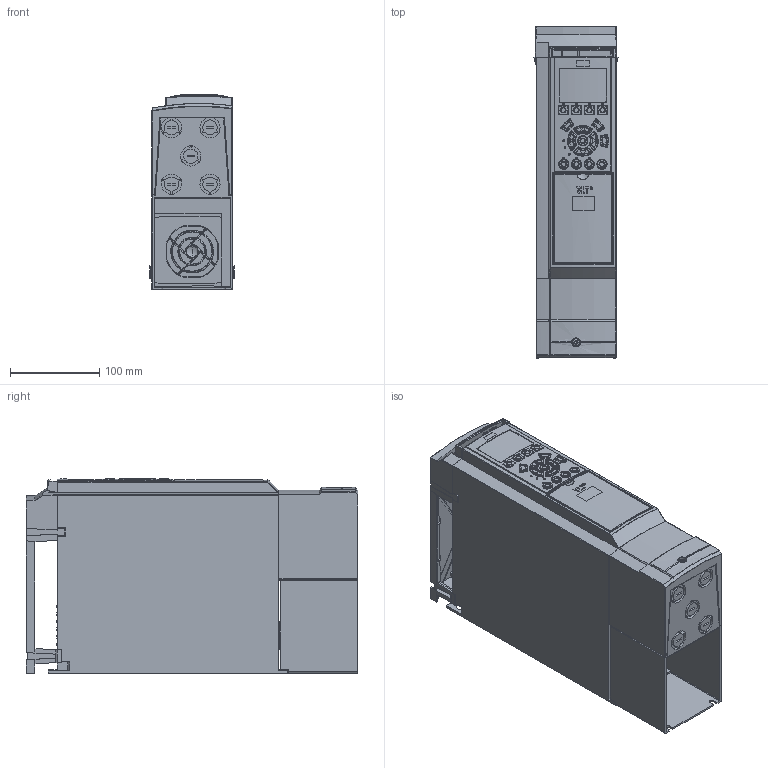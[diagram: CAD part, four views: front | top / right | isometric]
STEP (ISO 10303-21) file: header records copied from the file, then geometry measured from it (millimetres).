
FILE_DESCRIPTION((''),'2;1');
FILE_NAME('MCAD_FC_A2_IP21_B_TEST_ASM','2019-09-06T',('U322080'),(''),'CREO PARAMETRIC BY PTC INC, 2018070','CREO PARAMETRIC BY PTC INC, 2018070','');
FILE_SCHEMA(('CONFIG_CONTROL_DESIGN'));
Products named in the file (6): DANFOSS-FC200-A2-IP21-B-084___4; DANFOSS-FC200-A2-IP21-B-084_AF4; DANFOSS-FC200-A2-IP21-B-084___5; DANFOSS-FC200-A2-IP21-B-084_AF3_ASM; ASM0003_ASM_1_ASM; MCAD_FC_A2_IP21_B_TEST_ASM
Assembly tree (5 placements, depth 4):
  MCAD_FC_A2_IP21_B_TEST_ASM
    ASM0003_ASM_1_ASM
      DANFOSS-FC200-A2-IP21-B-084_AF3_ASM
        DANFOSS-FC200-A2-IP21-B-084___4
        DANFOSS-FC200-A2-IP21-B-084_AF4
        DANFOSS-FC200-A2-IP21-B-084___5
Bounding box: 94.22 x 372 x 219.02 mm (x, y, z)
Surface area: 444890.4 mm2 (no closed solid volume)
Topology: 0 solids, 19 shells, 2579 faces, 6983 edges, 4459 vertices
Faces by surface type: plane 1239, cylinder 560, bspline 554, torus 121, cone 46, sphere 35, extrusion 24
Entity records: 136011 total; most frequent: CARTESIAN_POINT 50971, ORIENTED_EDGE 13918, DIRECTION 9743, PRESENTATION_STYLE_ASSIGNMENT 7159, EDGE_CURVE 6959, STYLED_ITEM 6465, CURVE_STYLE 6086, VERTEX_POINT 4459
